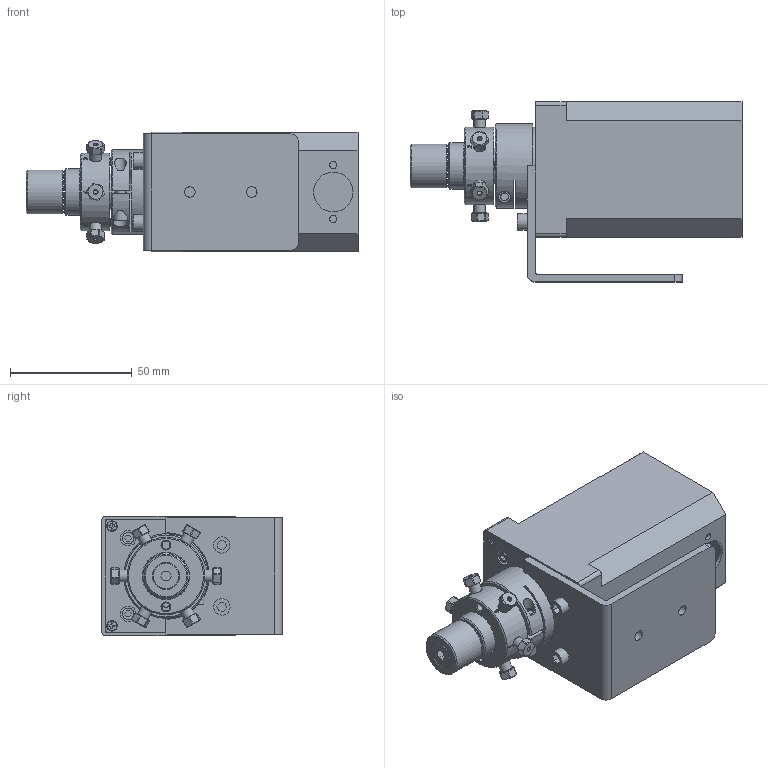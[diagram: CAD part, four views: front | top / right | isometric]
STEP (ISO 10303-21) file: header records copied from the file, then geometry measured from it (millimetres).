
FILE_DESCRIPTION((''),'2;1');
FILE_NAME('312341-EHC6W 6 port 2-pos valve with m-electric actuator.stp','2013-07-18T15:27:14',('Franzp'),(''),'Autodesk Inventor 2013','Autodesk Inventor 2013','');
FILE_SCHEMA(('AUTOMOTIVE_DESIGN { 1 0 10303 214 1 1 1 1 }'));
Length unit declared in the file: millimetre
Products named in the file (1): 312341_Shrinkwrap_1
Bounding box: 136.21 x 73.91 x 49.17 mm (x, y, z)
Surface area: 56141.6 mm2 (no closed solid volume)
Topology: 0 solids, 38 shells, 251 faces, 885 edges, 654 vertices
Faces by surface type: plane 146, cylinder 78, cone 27
Full cylindrical faces by diameter (mm): 1.727 x6, 2.95 x2, 3.302 x2, 4.166 x1, 4.32 x2, 4.6 x2, 4.826 x6, 5.78 x1, 5.94 x1, 6.35 x2, 6.7 x2, 14.681 x1, 16.256 x1, 18 x1, 19.05 x2, 19.075 x1, 31.725 x1, 31.75 x1, 34.671 x1
Entity records: 10044 total; most frequent: CARTESIAN_POINT 2526, DIRECTION 1429, ORIENTED_EDGE 1257, EDGE_CURVE 789, VERTEX_POINT 622, AXIS2_PLACEMENT_3D 525, EDGE_LOOP 385, VECTOR 379
